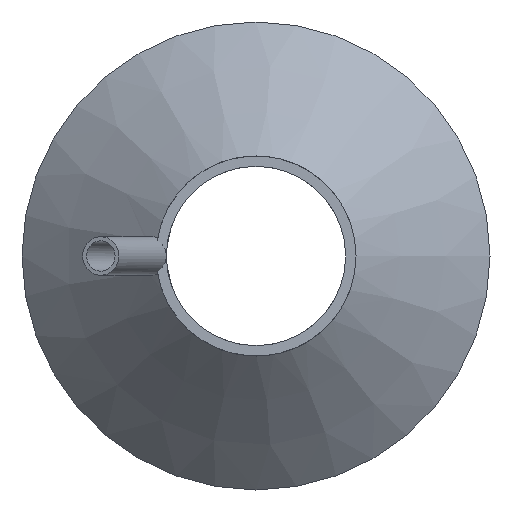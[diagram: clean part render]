
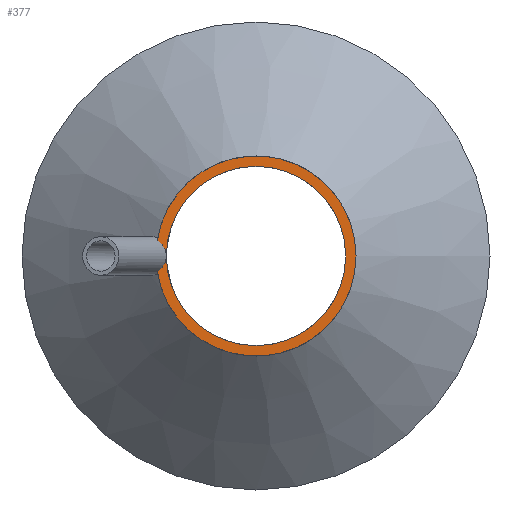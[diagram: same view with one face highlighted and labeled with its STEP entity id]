
A CAD part, front view. The second image highlights one B-rep face of the part: STEP entity #377.
In plain terms, the highlighted planar face has unit normal (0, -1, 0).
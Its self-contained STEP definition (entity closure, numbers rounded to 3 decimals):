
#21 = EDGE_CURVE('',#22,#22,#24,.T.);
#22 = VERTEX_POINT('',#23);
#23 = CARTESIAN_POINT('',(22.162,0.,0.));
#24 = SURFACE_CURVE('',#25,(#30,#42),.PCURVE_S1.);
#25 = CIRCLE('',#26,22.162);
#26 = AXIS2_PLACEMENT_3D('',#27,#28,#29);
#27 = CARTESIAN_POINT('',(0.,0.,0.));
#28 = DIRECTION('',(0.,-1.,0.));
#29 = DIRECTION('',(1.,0.,0.));
#30 = PCURVE('',#31,#36);
#31 = CYLINDRICAL_SURFACE('',#32,22.162);
#32 = AXIS2_PLACEMENT_3D('',#33,#34,#35);
#33 = CARTESIAN_POINT('',(0.,0.,0.));
#34 = DIRECTION('',(0.,1.,0.));
#35 = DIRECTION('',(1.,0.,0.));
#36 = DEFINITIONAL_REPRESENTATION('',(#37),#41);
#37 = LINE('',#38,#39);
#38 = CARTESIAN_POINT('',(-0.,0.));
#39 = VECTOR('',#40,1.);
#40 = DIRECTION('',(-1.,0.));
#41 = ( GEOMETRIC_REPRESENTATION_CONTEXT(2) 
PARAMETRIC_REPRESENTATION_CONTEXT() REPRESENTATION_CONTEXT('2D SPACE',''
  ) );
#42 = PCURVE('',#43,#48);
#43 = PLANE('',#44);
#44 = AXIS2_PLACEMENT_3D('',#45,#46,#47);
#45 = CARTESIAN_POINT('',(0.,0.,0.));
#46 = DIRECTION('',(0.,-1.,0.));
#47 = DIRECTION('',(1.,0.,0.));
#48 = DEFINITIONAL_REPRESENTATION('',(#49),#53);
#49 = CIRCLE('',#50,22.162);
#50 = AXIS2_PLACEMENT_2D('',#51,#52);
#51 = CARTESIAN_POINT('',(0.,0.));
#52 = DIRECTION('',(1.,0.));
#53 = ( GEOMETRIC_REPRESENTATION_CONTEXT(2) 
PARAMETRIC_REPRESENTATION_CONTEXT() REPRESENTATION_CONTEXT('2D SPACE',''
  ) );
#377 = ADVANCED_FACE('',(#378,#503),#43,.T.);
#378 = FACE_BOUND('',#379,.T.);
#379 = EDGE_LOOP('',(#380,#411,#440,#475));
#380 = ORIENTED_EDGE('',*,*,#381,.T.);
#381 = EDGE_CURVE('',#382,#384,#386,.T.);
#382 = VERTEX_POINT('',#383);
#383 = CARTESIAN_POINT('',(-24.388,0.,
    -3.921));
#384 = VERTEX_POINT('',#385);
#385 = CARTESIAN_POINT('',(24.702,0.,0.));
#386 = SURFACE_CURVE('',#387,(#392,#399),.PCURVE_S1.);
#387 = CIRCLE('',#388,24.702);
#388 = AXIS2_PLACEMENT_3D('',#389,#390,#391);
#389 = CARTESIAN_POINT('',(0.,0.,0.));
#390 = DIRECTION('',(0.,-1.,0.));
#391 = DIRECTION('',(1.,0.,0.));
#392 = PCURVE('',#43,#393);
#393 = DEFINITIONAL_REPRESENTATION('',(#394),#398);
#394 = CIRCLE('',#395,24.702);
#395 = AXIS2_PLACEMENT_2D('',#396,#397);
#396 = CARTESIAN_POINT('',(0.,0.));
#397 = DIRECTION('',(1.,0.));
#398 = ( GEOMETRIC_REPRESENTATION_CONTEXT(2) 
PARAMETRIC_REPRESENTATION_CONTEXT() REPRESENTATION_CONTEXT('2D SPACE',''
  ) );
#399 = PCURVE('',#400,#405);
#400 = CYLINDRICAL_SURFACE('',#401,24.702);
#401 = AXIS2_PLACEMENT_3D('',#402,#403,#404);
#402 = CARTESIAN_POINT('',(0.,2.54,0.));
#403 = DIRECTION('',(0.,-1.,0.));
#404 = DIRECTION('',(1.,0.,0.));
#405 = DEFINITIONAL_REPRESENTATION('',(#406),#410);
#406 = LINE('',#407,#408);
#407 = CARTESIAN_POINT('',(0.,2.54));
#408 = VECTOR('',#409,1.);
#409 = DIRECTION('',(1.,0.));
#410 = ( GEOMETRIC_REPRESENTATION_CONTEXT(2) 
PARAMETRIC_REPRESENTATION_CONTEXT() REPRESENTATION_CONTEXT('2D SPACE',''
  ) );
#411 = ORIENTED_EDGE('',*,*,#412,.T.);
#412 = EDGE_CURVE('',#384,#413,#415,.T.);
#413 = VERTEX_POINT('',#414);
#414 = CARTESIAN_POINT('',(-24.388,0.,
    3.921));
#415 = SURFACE_CURVE('',#416,(#421,#428),.PCURVE_S1.);
#416 = CIRCLE('',#417,24.702);
#417 = AXIS2_PLACEMENT_3D('',#418,#419,#420);
#418 = CARTESIAN_POINT('',(0.,0.,0.));
#419 = DIRECTION('',(0.,-1.,0.));
#420 = DIRECTION('',(1.,0.,0.));
#421 = PCURVE('',#43,#422);
#422 = DEFINITIONAL_REPRESENTATION('',(#423),#427);
#423 = CIRCLE('',#424,24.702);
#424 = AXIS2_PLACEMENT_2D('',#425,#426);
#425 = CARTESIAN_POINT('',(0.,0.));
#426 = DIRECTION('',(1.,0.));
#427 = ( GEOMETRIC_REPRESENTATION_CONTEXT(2) 
PARAMETRIC_REPRESENTATION_CONTEXT() REPRESENTATION_CONTEXT('2D SPACE',''
  ) );
#428 = PCURVE('',#429,#434);
#429 = CYLINDRICAL_SURFACE('',#430,24.702);
#430 = AXIS2_PLACEMENT_3D('',#431,#432,#433);
#431 = CARTESIAN_POINT('',(0.,2.54,0.));
#432 = DIRECTION('',(0.,-1.,0.));
#433 = DIRECTION('',(1.,0.,0.));
#434 = DEFINITIONAL_REPRESENTATION('',(#435),#439);
#435 = LINE('',#436,#437);
#436 = CARTESIAN_POINT('',(0.,2.54));
#437 = VECTOR('',#438,1.);
#438 = DIRECTION('',(1.,0.));
#439 = ( GEOMETRIC_REPRESENTATION_CONTEXT(2) 
PARAMETRIC_REPRESENTATION_CONTEXT() REPRESENTATION_CONTEXT('2D SPACE',''
  ) );
#440 = ORIENTED_EDGE('',*,*,#441,.F.);
#441 = EDGE_CURVE('',#442,#413,#444,.T.);
#442 = VERTEX_POINT('',#443);
#443 = CARTESIAN_POINT('',(-22.197,0.,0.));
#444 = SURFACE_CURVE('',#445,(#450,#457),.PCURVE_S1.);
#445 = ELLIPSE('',#446,5.068,4.763);
#446 = AXIS2_PLACEMENT_3D('',#447,#448,#449);
#447 = CARTESIAN_POINT('',(-27.265,0.,
    0.));
#448 = DIRECTION('',(0.,-1.,0.));
#449 = DIRECTION('',(-1.,0.,0.));
#450 = PCURVE('',#43,#451);
#451 = DEFINITIONAL_REPRESENTATION('',(#452),#456);
#452 = ELLIPSE('',#453,5.068,4.763);
#453 = AXIS2_PLACEMENT_2D('',#454,#455);
#454 = CARTESIAN_POINT('',(-27.265,0.));
#455 = DIRECTION('',(-1.,0.));
#456 = ( GEOMETRIC_REPRESENTATION_CONTEXT(2) 
PARAMETRIC_REPRESENTATION_CONTEXT() REPRESENTATION_CONTEXT('2D SPACE',''
  ) );
#457 = PCURVE('',#458,#463);
#458 = CYLINDRICAL_SURFACE('',#459,4.763);
#459 = AXIS2_PLACEMENT_3D('',#460,#461,#462);
#460 = CARTESIAN_POINT('',(-38.331,-30.404,
    0.));
#461 = DIRECTION('',(-0.342,-0.94,0.)
  );
#462 = DIRECTION('',(0.94,-0.342,0.)
  );
#463 = DEFINITIONAL_REPRESENTATION('',(#464),#474);
#464 = B_SPLINE_CURVE_WITH_KNOTS('',8,(#465,#466,#467,#468,#469,#470,
    #471,#472,#473),.UNSPECIFIED.,.F.,.F.,(9,9),(3.142,
    5.2),.PIECEWISE_BEZIER_KNOTS.);
#465 = CARTESIAN_POINT('',(-6.283,-34.088));
#466 = CARTESIAN_POINT('',(-6.026,-34.088));
#467 = CARTESIAN_POINT('',(-5.768,-33.957));
#468 = CARTESIAN_POINT('',(-5.511,-33.695));
#469 = CARTESIAN_POINT('',(-5.254,-33.32));
#470 = CARTESIAN_POINT('',(-4.996,-32.869));
#471 = CARTESIAN_POINT('',(-4.739,-32.392));
#472 = CARTESIAN_POINT('',(-4.482,-31.936));
#473 = CARTESIAN_POINT('',(-4.224,-31.542));
#474 = ( GEOMETRIC_REPRESENTATION_CONTEXT(2) 
PARAMETRIC_REPRESENTATION_CONTEXT() REPRESENTATION_CONTEXT('2D SPACE',''
  ) );
#475 = ORIENTED_EDGE('',*,*,#476,.F.);
#476 = EDGE_CURVE('',#382,#442,#477,.T.);
#477 = SURFACE_CURVE('',#478,(#483,#490),.PCURVE_S1.);
#478 = ELLIPSE('',#479,5.068,4.763);
#479 = AXIS2_PLACEMENT_3D('',#480,#481,#482);
#480 = CARTESIAN_POINT('',(-27.265,0.,
    0.));
#481 = DIRECTION('',(0.,-1.,0.));
#482 = DIRECTION('',(-1.,0.,0.));
#483 = PCURVE('',#43,#484);
#484 = DEFINITIONAL_REPRESENTATION('',(#485),#489);
#485 = ELLIPSE('',#486,5.068,4.763);
#486 = AXIS2_PLACEMENT_2D('',#487,#488);
#487 = CARTESIAN_POINT('',(-27.265,0.));
#488 = DIRECTION('',(-1.,0.));
#489 = ( GEOMETRIC_REPRESENTATION_CONTEXT(2) 
PARAMETRIC_REPRESENTATION_CONTEXT() REPRESENTATION_CONTEXT('2D SPACE',''
  ) );
#490 = PCURVE('',#458,#491);
#491 = DEFINITIONAL_REPRESENTATION('',(#492),#502);
#492 = B_SPLINE_CURVE_WITH_KNOTS('',8,(#493,#494,#495,#496,#497,#498,
    #499,#500,#501),.UNSPECIFIED.,.F.,.F.,(9,9),(1.083,
    3.142),.PIECEWISE_BEZIER_KNOTS.);
#493 = CARTESIAN_POINT('',(-2.059,-31.542));
#494 = CARTESIAN_POINT('',(-1.802,-31.936));
#495 = CARTESIAN_POINT('',(-1.544,-32.392));
#496 = CARTESIAN_POINT('',(-1.287,-32.869));
#497 = CARTESIAN_POINT('',(-1.029,-33.32));
#498 = CARTESIAN_POINT('',(-0.772,-33.695));
#499 = CARTESIAN_POINT('',(-0.515,-33.957));
#500 = CARTESIAN_POINT('',(-0.257,-34.088));
#501 = CARTESIAN_POINT('',(0.,-34.088));
#502 = ( GEOMETRIC_REPRESENTATION_CONTEXT(2) 
PARAMETRIC_REPRESENTATION_CONTEXT() REPRESENTATION_CONTEXT('2D SPACE',''
  ) );
#503 = FACE_BOUND('',#504,.T.);
#504 = EDGE_LOOP('',(#505));
#505 = ORIENTED_EDGE('',*,*,#21,.F.);
